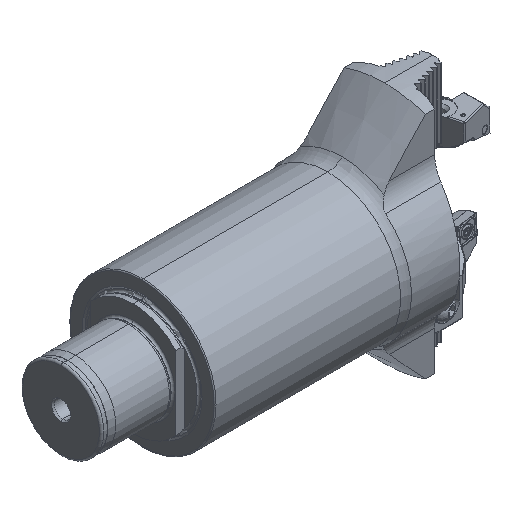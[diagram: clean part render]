
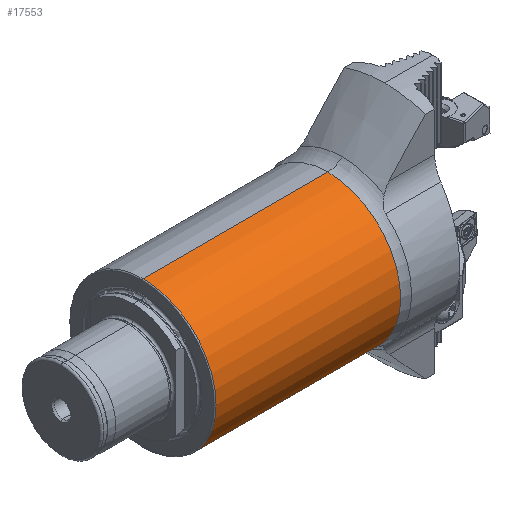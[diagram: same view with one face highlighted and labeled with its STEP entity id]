
A CAD part, isometric view. The second image highlights one B-rep face of the part: STEP entity #17553.
In plain terms, the highlighted cylindrical face has radius 36 mm (diameter 72 mm), a partial arc.
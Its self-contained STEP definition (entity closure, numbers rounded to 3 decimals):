
#857 = VERTEX_POINT ( 'NONE', #1865 ) ;
#1275 = CIRCLE ( 'NONE', #8835, 36. ) ;
#1303 = CARTESIAN_POINT ( 'NONE',  ( 0., 0., 0. ) ) ;
#1865 = CARTESIAN_POINT ( 'NONE',  ( 40.5, 0., 36. ) ) ;
#1931 = CIRCLE ( 'NONE', #15038, 36. ) ;
#2471 = EDGE_CURVE ( 'NONE', #5250, #15816, #20757, .T. ) ;
#2651 = ORIENTED_EDGE ( 'NONE', *, *, #11176, .T. ) ;
#2762 = DIRECTION ( 'NONE',  ( -1., 0., 0. ) ) ;
#3478 = EDGE_CURVE ( 'NONE', #5250, #10779, #1931, .T. ) ;
#5250 = VERTEX_POINT ( 'NONE', #5843 ) ;
#5843 = CARTESIAN_POINT ( 'NONE',  ( 131.658, 0., -36. ) ) ;
#6699 = DIRECTION ( 'NONE',  ( -1., 0., 0. ) ) ;
#8609 = LINE ( 'NONE', #10301, #18446 ) ;
#8799 = FACE_OUTER_BOUND ( 'NONE', #21683, .T. ) ;
#8835 = AXIS2_PLACEMENT_3D ( 'NONE', #9963, #22888, #11838 ) ;
#8905 = CARTESIAN_POINT ( 'NONE',  ( 131.658, 0., 36. ) ) ;
#9963 = CARTESIAN_POINT ( 'NONE',  ( 40.5, 0., 0. ) ) ;
#10301 = CARTESIAN_POINT ( 'NONE',  ( 0., 0., 36. ) ) ;
#10779 = VERTEX_POINT ( 'NONE', #8905 ) ;
#11032 = ORIENTED_EDGE ( 'NONE', *, *, #3478, .T. ) ;
#11176 = EDGE_CURVE ( 'NONE', #10779, #857, #8609, .T. ) ;
#11244 = DIRECTION ( 'NONE',  ( -1., 0., 0. ) ) ;
#11490 = VECTOR ( 'NONE', #11244, 1000. ) ;
#11838 = DIRECTION ( 'NONE',  ( 0., 0., 1. ) ) ;
#12171 = ORIENTED_EDGE ( 'NONE', *, *, #2471, .F. ) ;
#13830 = EDGE_CURVE ( 'NONE', #15816, #857, #1275, .T. ) ;
#13844 = CARTESIAN_POINT ( 'NONE',  ( 131.658, 0., 0. ) ) ;
#14240 = DIRECTION ( 'NONE',  ( 0., 0., 1. ) ) ;
#15038 = AXIS2_PLACEMENT_3D ( 'NONE', #13844, #2762, #15708 ) ;
#15708 = DIRECTION ( 'NONE',  ( 0., 0., 1. ) ) ;
#15816 = VERTEX_POINT ( 'NONE', #18622 ) ;
#17553 = ADVANCED_FACE ( 'NONE', ( #8799 ), #18058, .T. ) ;
#17883 = DIRECTION ( 'NONE',  ( -1., 0., 0. ) ) ;
#18058 = CYLINDRICAL_SURFACE ( 'NONE', #21283, 36. ) ;
#18427 = ORIENTED_EDGE ( 'NONE', *, *, #13830, .F. ) ;
#18446 = VECTOR ( 'NONE', #6699, 1000. ) ;
#18622 = CARTESIAN_POINT ( 'NONE',  ( 40.5, 0., -36. ) ) ;
#20757 = LINE ( 'NONE', #22319, #11490 ) ;
#21283 = AXIS2_PLACEMENT_3D ( 'NONE', #1303, #17883, #14240 ) ;
#21683 = EDGE_LOOP ( 'NONE', ( #12171, #11032, #2651, #18427 ) ) ;
#22319 = CARTESIAN_POINT ( 'NONE',  ( 0., 0., -36. ) ) ;
#22888 = DIRECTION ( 'NONE',  ( -1., 0., 0. ) ) ;
